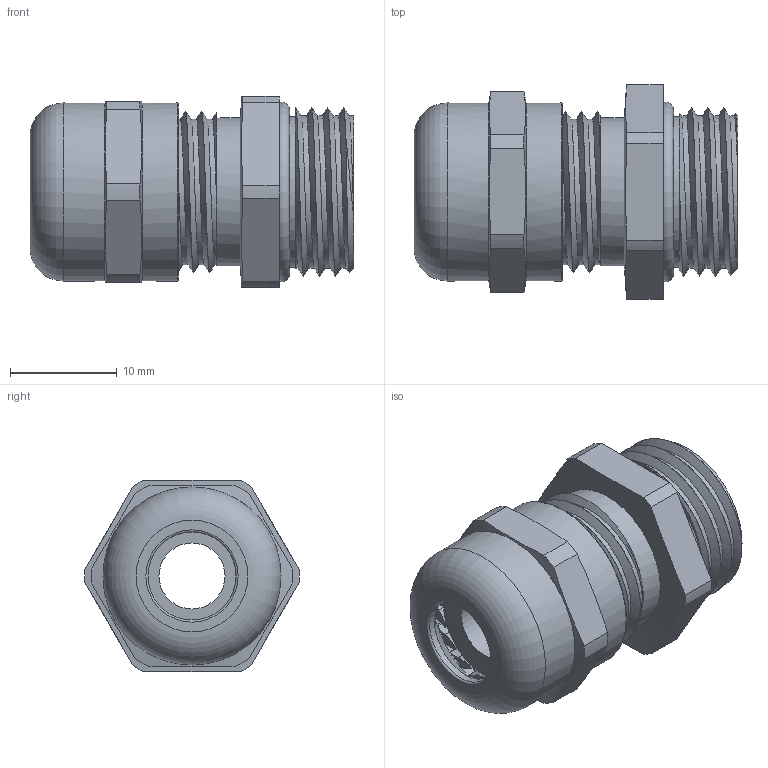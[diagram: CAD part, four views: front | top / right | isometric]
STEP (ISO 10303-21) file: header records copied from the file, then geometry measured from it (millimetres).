
FILE_DESCRIPTION(/* description */ ('Euro-Top M 16x1,5, KB: 2-6 mm'),/* implementation_level */ '2;1');
FILE_NAME(/* name */ '60180516-RST.stp',/* time_stamp */ '2019-12-04T13:32:38+01:00',/* author */ ('sl'),/* organization */ (''),/* preprocessor_version */ 'ST-DEVELOPER v16.5',/* originating_system */ 'Autodesk Inventor 2017',/* authorisation */ '');
FILE_SCHEMA (('AUTOMOTIVE_DESIGN { 1 0 10303 214 3 1 1 }'));
Length unit declared in the file: millimetre
Products named in the file (6): 60180516; 60080516; 60080516_1; 60180516_1; 60080516_2; 60080516_3
Assembly tree (5 placements, depth 2):
  60180516
    60080516
    60080516_1
    60180516_1
    60080516_2
    60080516_3
Bounding box: 30.38 x 20.15 x 18 mm (x, y, z)
Volume: 2432.7 mm3; surface area: 6240.8 mm2
Topology: 4 solids, 5 shells, 239 faces, 656 edges, 428 vertices
Faces by surface type: plane 123, cylinder 68, cone 22, torus 20, bspline 6
Full cylindrical faces by diameter (mm): 6.2 x1, 8.13 x1, 8.25 x1, 10.28 x1, 10.86 x1, 10.94 x1, 11 x1, 12.2 x1, 12.24 x1, 13.76 x1, 13.9 x1, 13.92 x1, 14.15 x1, 16.7 x2, 16.75 x1
Entity records: 10442 total; most frequent: CARTESIAN_POINT 4323, DIRECTION 1276, ORIENTED_EDGE 1210, EDGE_CURVE 605, AXIS2_PLACEMENT_3D 508, VERTEX_POINT 406, EDGE_LOOP 277, CIRCLE 261
